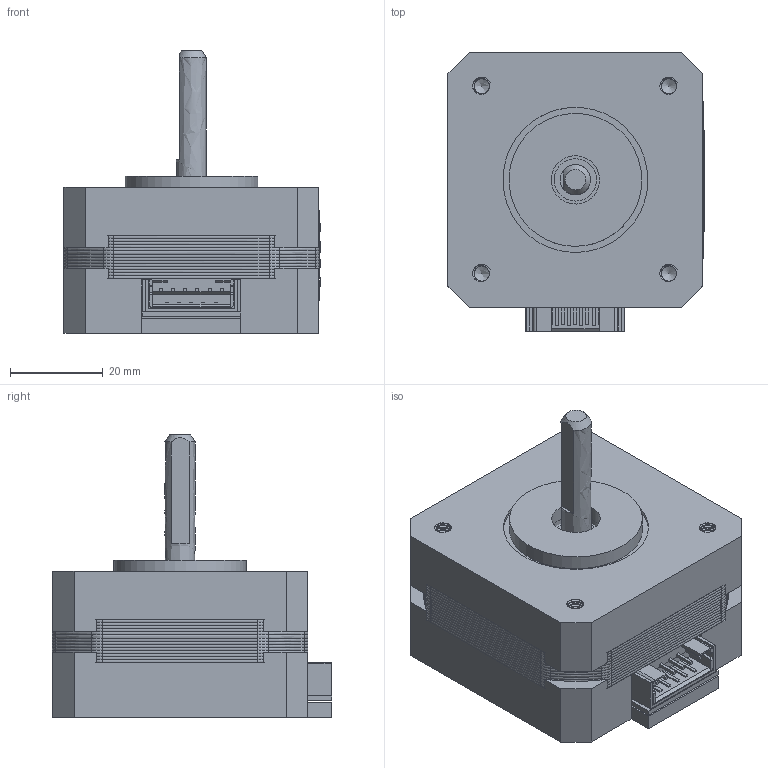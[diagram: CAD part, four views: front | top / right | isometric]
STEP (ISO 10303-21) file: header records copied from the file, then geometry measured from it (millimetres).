
FILE_DESCRIPTION(('FreeCAD Model'),'2;1');
FILE_NAME('Open CASCADE Shape Model','2025-05-02T21:31:01',('FreeCAD'),( 'FreeCAD'),'Open CASCADE STEP processor 7.6','FreeCAD','Unknown');
FILE_SCHEMA(('AUTOMOTIVE_DESIGN { 1 0 10303 214 1 1 1 1 }'));
Products named in the file (1): Open CASCADE STEP translator 7.6 1
Bounding box: 55.48 x 60.37 x 61.09 mm (x, y, z)
Volume: 56981.7 mm3; surface area: 32591.9 mm2
Topology: 67 solids, 67 shells, 2035 faces, 5077 edges, 3203 vertices
Faces by surface type: bspline 2035
Entity records: 83821 total; most frequent: CARTESIAN_POINT 53062, ORIENTED_EDGE 10130, EDGE_CURVE 5065, B_SPLINE_CURVE_WITH_KNOTS 4291, VERTEX_POINT 3203, FACE_BOUND 2132, EDGE_LOOP 2132, ADVANCED_FACE 2035
